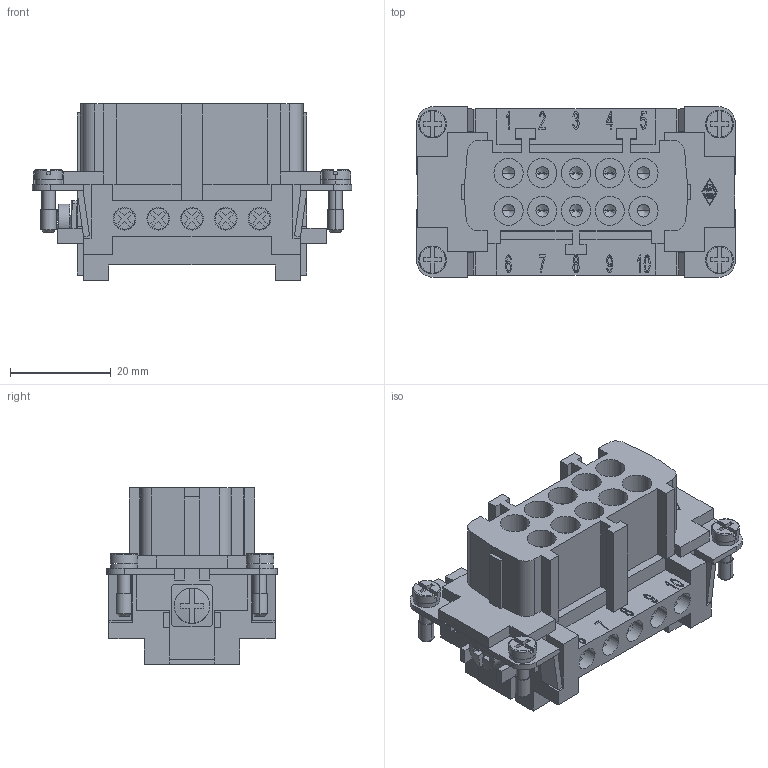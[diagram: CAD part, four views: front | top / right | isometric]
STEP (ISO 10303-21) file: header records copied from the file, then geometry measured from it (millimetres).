
FILE_DESCRIPTION(('Creo Elements/Direct Modeling STEP Export'),'2;1');
FILE_NAME('JNEF 10.stp','2014-08-01T 8:10:44',(''),(''),'Creo Elements/Direct Modeling STEP processor for AP214 (Solid Model)','Creo Elements/Direct Modeling 18.0B 02-Dec-2011 (C) Parametric Technology GmbH','');
FILE_SCHEMA(('AUTOMOTIVE_DESIGN { 1 0 10303 214 1 1 1 1 }'));
Length unit declared in the file: millimetre
Products named in the file (2): JNEF_10
Assembly tree (1 placements, depth 2):
  JNEF_10
    JNEF_10
Bounding box: 63.4 x 34 x 35 mm (x, y, z)
Volume: 28766.8 mm3; surface area: 21157.1 mm2
Topology: 2 solids, 2 shells, 1203 faces, 3220 edges, 2117 vertices
Faces by surface type: plane 781, cylinder 196, bspline 186, cone 28, torus 8, sphere 4
Entity records: 37870 total; most frequent: CARTESIAN_POINT 9368, ORIENTED_EDGE 6396, DIRECTION 5016, EDGE_CURVE 3198, VECTOR 2256, LINE 2256, VERTEX_POINT 2116, AXIS2_PLACEMENT_3D 1380
